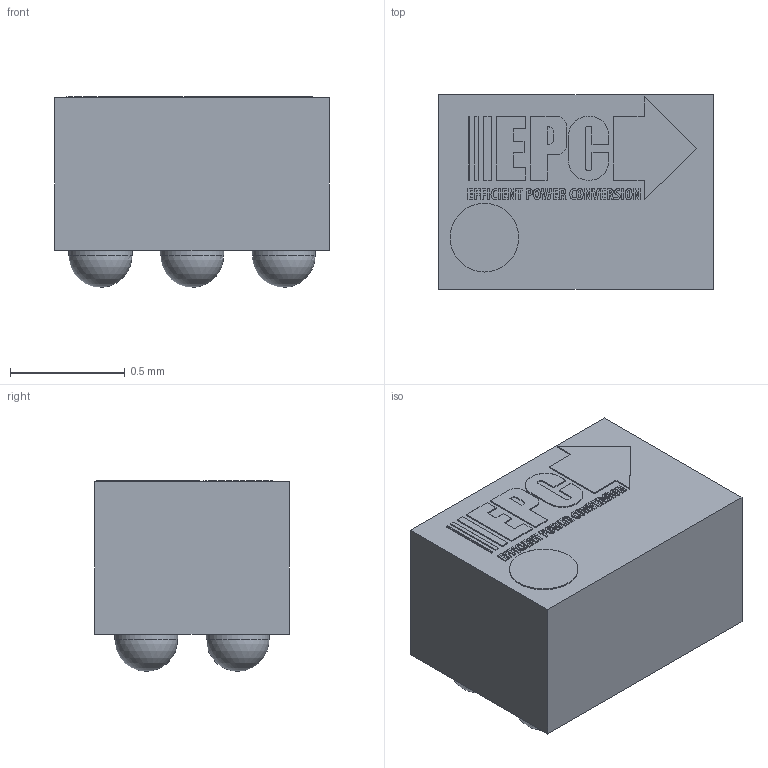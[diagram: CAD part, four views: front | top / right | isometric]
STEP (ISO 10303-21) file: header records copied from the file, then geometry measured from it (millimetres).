
FILE_DESCRIPTION(('FreeCAD Model'),'2;1');
FILE_NAME('Open CASCADE Shape Model','2023-11-27T12:47:00',(''),(''), 'Open CASCADE STEP processor 7.6','FreeCAD','Unknown');
FILE_SCHEMA(('AUTOMOTIVE_DESIGN { 1 0 10303 214 1 1 1 1 }'));
Length unit declared in the file: millimetre
Products named in the file (53): D0210; EPClogo1mm; Extrude024; Extrude; Extrude001; Extrude002; Extrude003; Extrude004; Extrude005; Extrude006; Extrude007; Extrude008; Extrude009; Extrude010; Extrude011; Extrude012; Extrude013; Extrude014; Extrude015; Extrude016; Extrude017; Extrude018; Extrude019; Extrude020; Extrude021; Extrude022; Extrude023; 1mm007; 1mm; 1mm001; 1mm002; 1mm003; 1mm004; 1mm005; 1mm006; 7778547360; Extruded; 7846426112; Cylinder; 5946191728 ...
Assembly tree (62 placements, depth 4):
  D0210
    EPClogo1mm
      Extrude024
        Extrude
        Extrude001
        Extrude002
        Extrude003
        Extrude004
        Extrude005
        Extrude006
        Extrude007
        Extrude008
        Extrude009
        Extrude010
        Extrude011
        Extrude012
        Extrude013
        Extrude014
        Extrude015
        Extrude016
        Extrude017
        Extrude018
        Extrude019
        Extrude020
        Extrude021
        Extrude022
        Extrude023
      1mm007
        1mm
        1mm001
        1mm002
        1mm003
        1mm004
        1mm005
        1mm006
    7778547360
      Extruded
    7846426112
      Cylinder
    5946191728
      Cylinder001
    5946192048
      Sphere
    5946192048001
      Sphere
    5946191728001
      Cylinder001
    5946192048002
      Sphere
    5946191728002
      Cylinder001
    5946192048003
      Sphere
    5946191728003
      Cylinder001
    5946192048004
      Sphere
    5946191728004
      Cylinder001
    5946192048005
Bounding box: 1.2 x 0.85 x 0.83 mm (x, y, z)
Volume: 0.8 mm3; surface area: 7.9 mm2
Topology: 45 solids, 45 shells, 517 faces, 1317 edges, 878 vertices
Faces by surface type: plane 248, bspline 152, extrusion 104, cylinder 7, sphere 6
Full cylindrical faces by diameter (mm): 0.276 x6, 0.3 x1
Entity records: 16404 total; most frequent: CARTESIAN_POINT 4507, ORIENTED_EDGE 2568, DIRECTION 1378, EDGE_CURVE 1284, VERTEX_POINT 857, VECTOR 762, B_SPLINE_CURVE_WITH_KNOTS 726, LINE 658
